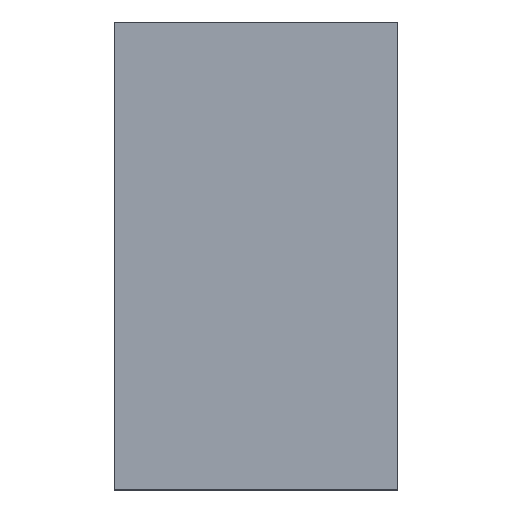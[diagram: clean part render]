
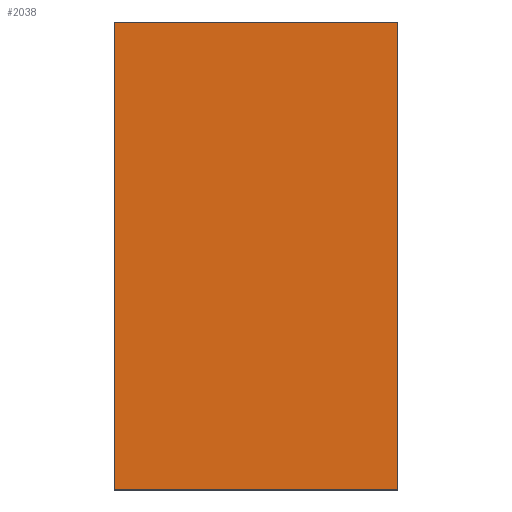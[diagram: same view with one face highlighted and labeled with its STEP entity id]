
A CAD part, top view. The second image highlights one B-rep face of the part: STEP entity #2038.
In plain terms, the highlighted planar face has unit normal (0, 0, 1).
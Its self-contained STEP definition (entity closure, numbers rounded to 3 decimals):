
#91 = CARTESIAN_POINT ( 'NONE',  ( -10., 12.999, 20. ) ) ;
#97 = DIRECTION ( 'NONE',  ( 1., 0., 0. ) ) ;
#272 = VECTOR ( 'NONE', #464, 1000. ) ;
#288 = ORIENTED_EDGE ( 'NONE', *, *, #1892, .T. ) ;
#395 = VECTOR ( 'NONE', #1317, 1000. ) ;
#442 = CARTESIAN_POINT ( 'NONE',  ( 10., 12.999, 20. ) ) ;
#452 = CARTESIAN_POINT ( 'NONE',  ( -10., -20.001, 20. ) ) ;
#464 = DIRECTION ( 'NONE',  ( 0., 1., 0. ) ) ;
#596 = ORIENTED_EDGE ( 'NONE', *, *, #1693, .T. ) ;
#610 = EDGE_CURVE ( 'NONE', #1960, #1880, #1894, .T. ) ;
#622 = CARTESIAN_POINT ( 'NONE',  ( 0., -20.001, 20. ) ) ;
#636 = ORIENTED_EDGE ( 'NONE', *, *, #610, .T. ) ;
#777 = VECTOR ( 'NONE', #1895, 1000. ) ;
#868 = PLANE ( 'NONE',  #1409 ) ;
#944 = ORIENTED_EDGE ( 'NONE', *, *, #1339, .T. ) ;
#961 = FACE_OUTER_BOUND ( 'NONE', #1229, .T. ) ;
#1054 = CARTESIAN_POINT ( 'NONE',  ( 0., 12.999, 20. ) ) ;
#1227 = CARTESIAN_POINT ( 'NONE',  ( 10., -20.001, 20. ) ) ;
#1229 = EDGE_LOOP ( 'NONE', ( #596, #944, #288, #636 ) ) ;
#1254 = DIRECTION ( 'NONE',  ( -1., 0., 0. ) ) ;
#1317 = DIRECTION ( 'NONE',  ( 0., -1., 0. ) ) ;
#1339 = EDGE_CURVE ( 'NONE', #1502, #2044, #1749, .T. ) ;
#1375 = CARTESIAN_POINT ( 'NONE',  ( 10., 12.999, 20. ) ) ;
#1409 = AXIS2_PLACEMENT_3D ( 'NONE', #1054, #2329, #97 ) ;
#1502 = VERTEX_POINT ( 'NONE', #452 ) ;
#1616 = CARTESIAN_POINT ( 'NONE',  ( 0., 12.999, 20. ) ) ;
#1693 = EDGE_CURVE ( 'NONE', #1880, #1502, #1867, .T. ) ;
#1749 = LINE ( 'NONE', #622, #777 ) ;
#1839 = LINE ( 'NONE', #442, #272 ) ;
#1867 = LINE ( 'NONE', #2226, #395 ) ;
#1880 = VERTEX_POINT ( 'NONE', #91 ) ;
#1892 = EDGE_CURVE ( 'NONE', #2044, #1960, #1839, .T. ) ;
#1894 = LINE ( 'NONE', #1616, #2292 ) ;
#1895 = DIRECTION ( 'NONE',  ( 1., 0., 0. ) ) ;
#1960 = VERTEX_POINT ( 'NONE', #1375 ) ;
#2038 = ADVANCED_FACE ( 'NONE', ( #961 ), #868, .T. ) ;
#2044 = VERTEX_POINT ( 'NONE', #1227 ) ;
#2226 = CARTESIAN_POINT ( 'NONE',  ( -10., 12.999, 20. ) ) ;
#2292 = VECTOR ( 'NONE', #1254, 1000. ) ;
#2329 = DIRECTION ( 'NONE',  ( 0., 0., 1. ) ) ;
